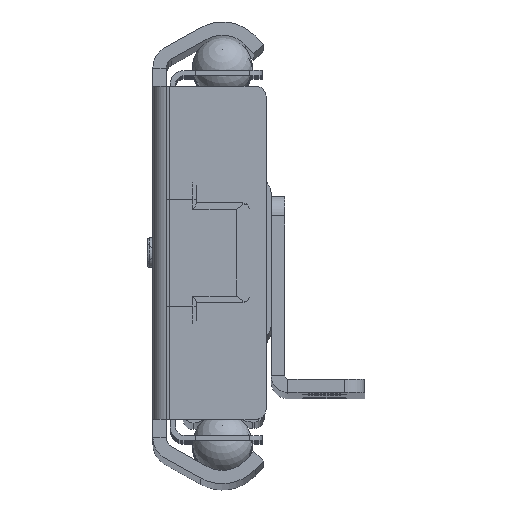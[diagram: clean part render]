
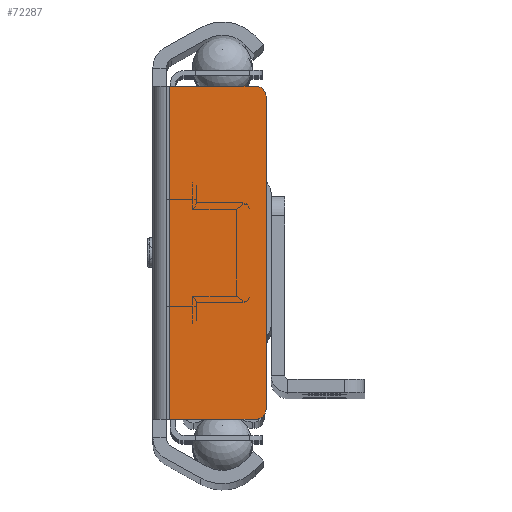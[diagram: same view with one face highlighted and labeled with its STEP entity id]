
A CAD part, top view. The second image highlights one B-rep face of the part: STEP entity #72287.
In plain terms, the highlighted planar face has unit normal (0, 0, 1).
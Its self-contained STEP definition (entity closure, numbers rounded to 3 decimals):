
#1782=PLANE('',#76559);
#5308=FACE_OUTER_BOUND('',#8993,.T.);
#8993=EDGE_LOOP('',(#48812,#48813,#48814,#48815,#48816,#48817));
#13029=LINE('',#108316,#19196);
#13035=LINE('',#108332,#19202);
#13056=LINE('',#108386,#19223);
#13057=LINE('',#108390,#19224);
#19196=VECTOR('',#85391,10.);
#19202=VECTOR('',#85407,10.);
#19223=VECTOR('',#85452,10.);
#19224=VECTOR('',#85459,1.38);
#25324=CIRCLE('',#76532,1.5);
#25327=CIRCLE('',#76538,1.5);
#29335=VERTEX_POINT('',#108303);
#29336=VERTEX_POINT('',#108304);
#29340=VERTEX_POINT('',#108314);
#29344=VERTEX_POINT('',#108326);
#29345=VERTEX_POINT('',#108330);
#29366=VERTEX_POINT('',#108385);
#36975=EDGE_CURVE('',#29335,#29336,#25324,.T.);
#36981=EDGE_CURVE('',#29340,#29335,#13029,.T.);
#36986=EDGE_CURVE('',#29344,#29340,#25327,.T.);
#36989=EDGE_CURVE('',#29345,#29344,#13035,.T.);
#37014=EDGE_CURVE('',#29345,#29366,#13056,.T.);
#37017=EDGE_CURVE('',#29336,#29366,#13057,.T.);
#48812=ORIENTED_EDGE('',*,*,#36975,.F.);
#48813=ORIENTED_EDGE('',*,*,#36981,.F.);
#48814=ORIENTED_EDGE('',*,*,#36986,.F.);
#48815=ORIENTED_EDGE('',*,*,#36989,.F.);
#48816=ORIENTED_EDGE('',*,*,#37014,.T.);
#48817=ORIENTED_EDGE('',*,*,#37017,.F.);
#72287=ADVANCED_FACE('',(#5308),#1782,.F.);
#76532=AXIS2_PLACEMENT_3D('',#108305,#85381,#85382);
#76538=AXIS2_PLACEMENT_3D('',#108327,#85401,#85402);
#76559=AXIS2_PLACEMENT_3D('',#108400,#85471,#85472);
#85381=DIRECTION('center_axis',(0.,0.,
-1.));
#85382=DIRECTION('ref_axis',(0.707,-0.707,0.));
#85391=DIRECTION('',(0.,-1.,0.));
#85401=DIRECTION('center_axis',(0.,0.,
-1.));
#85402=DIRECTION('ref_axis',(0.707,0.707,0.));
#85407=DIRECTION('',(1.,0.,0.));
#85452=DIRECTION('',(0.,-1.,0.));
#85459=DIRECTION('',(-1.,0.,0.));
#85471=DIRECTION('center_axis',(0.,0.,
-1.));
#85472=DIRECTION('ref_axis',(0.,1.,0.));
#108303=CARTESIAN_POINT('',(6.55,-23.5,550.));
#108304=CARTESIAN_POINT('',(5.05,-25.,550.));
#108305=CARTESIAN_POINT('Origin',(5.05,-23.5,550.));
#108314=CARTESIAN_POINT('',(6.55,23.5,550.));
#108316=CARTESIAN_POINT('',(6.55,25.,550.));
#108326=CARTESIAN_POINT('',(5.05,25.,550.));
#108327=CARTESIAN_POINT('Origin',(5.05,23.5,550.));
#108330=CARTESIAN_POINT('',(-7.95,25.,550.));
#108332=CARTESIAN_POINT('',(-7.95,25.,550.));
#108385=CARTESIAN_POINT('',(-7.95,-25.,550.));
#108386=CARTESIAN_POINT('',(-7.95,0.,550.));
#108390=CARTESIAN_POINT('',(-12.286,-25.,550.));
#108400=CARTESIAN_POINT('Origin',(-7.95,-25.,550.));
